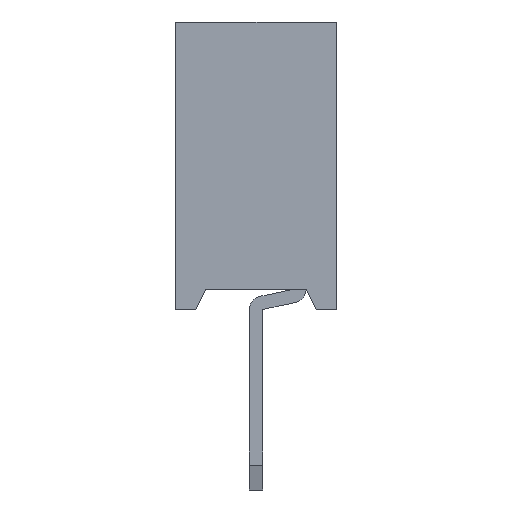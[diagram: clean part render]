
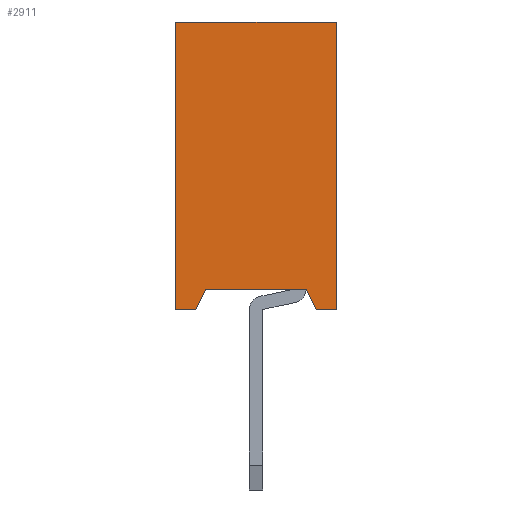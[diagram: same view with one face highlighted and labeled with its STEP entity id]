
A CAD part, left-side view. The second image highlights one B-rep face of the part: STEP entity #2911.
In plain terms, the highlighted planar face has unit normal (-1, 0, 0).
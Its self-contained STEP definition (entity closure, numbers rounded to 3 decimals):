
#2911=ADVANCED_FACE('',(#19598),#19600,.T.);
#19598=FACE_BOUND('',#19599,.T.);
#19599=EDGE_LOOP('',(#32075,#32076,#32077,#32078,#32079,#32080,#32081,#32082));
#19600=PLANE('',#19601);
#19601=AXIS2_PLACEMENT_3D('',#19602,#19603,#19604);
#19602=CARTESIAN_POINT('',(-1.,1.2,0.));
#19603=DIRECTION('',(-1.,0.,0.));
#19604=DIRECTION('',(0.,-1.,0.));
#32075=ORIENTED_EDGE('',*,*,#41570,.T.);
#32076=ORIENTED_EDGE('',*,*,#41095,.T.);
#32077=ORIENTED_EDGE('',*,*,#41571,.T.);
#32078=ORIENTED_EDGE('',*,*,#41572,.T.);
#32079=ORIENTED_EDGE('',*,*,#41573,.T.);
#32080=ORIENTED_EDGE('',*,*,#41574,.F.);
#32081=ORIENTED_EDGE('',*,*,#41575,.F.);
#32082=ORIENTED_EDGE('',*,*,#41519,.T.);
#41095=EDGE_CURVE('',#46235,#46233,#46236,.T.);
#41519=EDGE_CURVE('',#47043,#47041,#47044,.T.);
#41570=EDGE_CURVE('',#47041,#46235,#47101,.F.);
#41571=EDGE_CURVE('',#46233,#47102,#47103,.F.);
#41572=EDGE_CURVE('',#47102,#47104,#47105,.T.);
#41573=EDGE_CURVE('',#47104,#47106,#47107,.T.);
#41574=EDGE_CURVE('',#47108,#47106,#47109,.T.);
#41575=EDGE_CURVE('',#47043,#47108,#47110,.T.);
#46233=VERTEX_POINT('',#54822);
#46235=VERTEX_POINT('',#54826);
#46236=LINE('',#54827,#54828);
#47041=VERTEX_POINT('',#56478);
#47043=VERTEX_POINT('',#56482);
#47044=LINE('',#56483,#56484);
#47101=LINE('',#56642,#56643);
#47102=VERTEX_POINT('',#56645);
#47103=LINE('',#56646,#56647);
#47104=VERTEX_POINT('',#56649);
#47105=LINE('',#56650,#56651);
#47106=VERTEX_POINT('',#56653);
#47107=LINE('',#56654,#56655);
#47108=VERTEX_POINT('',#56657);
#47109=LINE('',#56658,#56659);
#47110=LINE('',#56661,#56662);
#54822=CARTESIAN_POINT('',(-1.,-0.75,0.3));
#54826=CARTESIAN_POINT('',(-1.,0.75,0.3));
#54827=CARTESIAN_POINT('',(-1.,0.75,0.3));
#54828=VECTOR('',#54829,1.);
#54829=DIRECTION('',(0.,-1.,0.));
#56478=CARTESIAN_POINT('',(-1.,0.9,0.));
#56482=CARTESIAN_POINT('',(-1.,1.2,0.));
#56483=CARTESIAN_POINT('',(-1.,1.2,0.));
#56484=VECTOR('',#56485,1.);
#56485=DIRECTION('',(0.,-1.,0.));
#56642=CARTESIAN_POINT('',(-1.,0.75,0.3));
#56643=VECTOR('',#56644,1.);
#56644=DIRECTION('',(0.,0.447,-0.894));
#56645=CARTESIAN_POINT('',(-1.,-0.9,0.));
#56646=CARTESIAN_POINT('',(-1.,-0.9,0.));
#56647=VECTOR('',#56648,1.);
#56648=DIRECTION('',(0.,0.447,0.894));
#56649=CARTESIAN_POINT('',(-1.,-1.2,0.));
#56650=CARTESIAN_POINT('',(-1.,-0.9,0.));
#56651=VECTOR('',#56652,1.);
#56652=DIRECTION('',(0.,-1.,0.));
#56653=CARTESIAN_POINT('',(-1.,-1.2,4.3));
#56654=CARTESIAN_POINT('',(-1.,-1.2,0.));
#56655=VECTOR('',#56656,1.);
#56656=DIRECTION('',(0.,0.,1.));
#56657=CARTESIAN_POINT('',(-1.,1.2,4.3));
#56658=CARTESIAN_POINT('',(-1.,1.2,4.3));
#56659=VECTOR('',#56660,1.);
#56660=DIRECTION('',(0.,-1.,0.));
#56661=CARTESIAN_POINT('',(-1.,1.2,0.));
#56662=VECTOR('',#56663,1.);
#56663=DIRECTION('',(0.,0.,1.));
